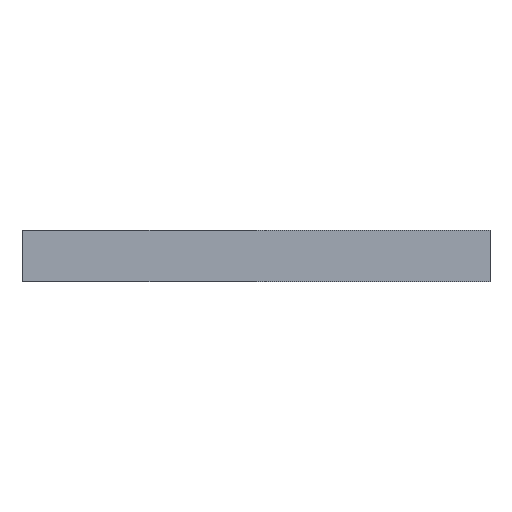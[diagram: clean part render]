
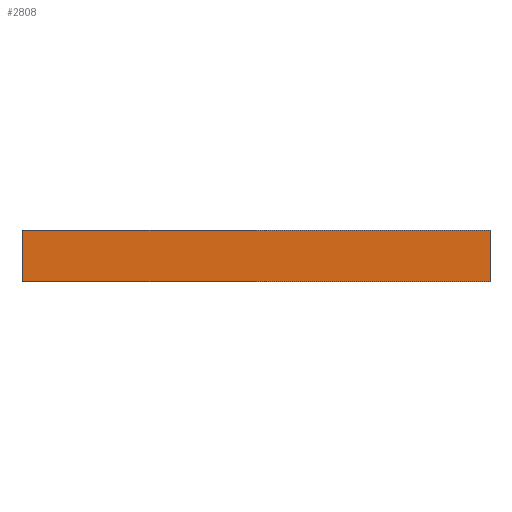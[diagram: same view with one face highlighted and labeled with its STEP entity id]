
A CAD part, front view. The second image highlights one B-rep face of the part: STEP entity #2808.
In plain terms, the highlighted planar face has unit normal (0, -1, 0).
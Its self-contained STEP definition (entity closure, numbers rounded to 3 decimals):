
#112 = FACE_OUTER_BOUND ( 'NONE', #979, .T. ) ;
#145 = VERTEX_POINT ( 'NONE', #2008 ) ;
#293 = CARTESIAN_POINT ( 'NONE',  ( -36.5, -50., 0. ) ) ;
#299 = CARTESIAN_POINT ( 'NONE',  ( 36.5, -50., 8. ) ) ;
#320 = CARTESIAN_POINT ( 'NONE',  ( -36.5, -50., 0. ) ) ;
#431 = VERTEX_POINT ( 'NONE', #320 ) ;
#491 = EDGE_CURVE ( 'NONE', #1004, #145, #2530, .T. ) ;
#520 = LINE ( 'NONE', #2264, #2865 ) ;
#551 = DIRECTION ( 'NONE',  ( -1., 0., 0. ) ) ;
#717 = EDGE_CURVE ( 'NONE', #431, #1842, #1000, .T. ) ;
#975 = VECTOR ( 'NONE', #551, 1000. ) ;
#979 = EDGE_LOOP ( 'NONE', ( #1144, #1660, #2437, #2898 ) ) ;
#1000 = LINE ( 'NONE', #1104, #1283 ) ;
#1004 = VERTEX_POINT ( 'NONE', #299 ) ;
#1039 = CARTESIAN_POINT ( 'NONE',  ( 36.5, -50., 0. ) ) ;
#1104 = CARTESIAN_POINT ( 'NONE',  ( 0., -50., 0. ) ) ;
#1144 = ORIENTED_EDGE ( 'NONE', *, *, #717, .T. ) ;
#1283 = VECTOR ( 'NONE', #2011, 1000. ) ;
#1486 = VECTOR ( 'NONE', #2809, 1000. ) ;
#1600 = EDGE_CURVE ( 'NONE', #145, #431, #2415, .T. ) ;
#1620 = AXIS2_PLACEMENT_3D ( 'NONE', #1039, #2804, #2813 ) ;
#1660 = ORIENTED_EDGE ( 'NONE', *, *, #1922, .F. ) ;
#1766 = CARTESIAN_POINT ( 'NONE',  ( 36.5, -50., 0. ) ) ;
#1842 = VERTEX_POINT ( 'NONE', #1766 ) ;
#1922 = EDGE_CURVE ( 'NONE', #1004, #1842, #520, .T. ) ;
#2008 = CARTESIAN_POINT ( 'NONE',  ( -36.5, -50., 8. ) ) ;
#2011 = DIRECTION ( 'NONE',  ( 1., 0., 0. ) ) ;
#2264 = CARTESIAN_POINT ( 'NONE',  ( 36.5, -50., 0. ) ) ;
#2283 = DIRECTION ( 'NONE',  ( 0., 0., -1. ) ) ;
#2398 = CARTESIAN_POINT ( 'NONE',  ( 36.5, -50., 8. ) ) ;
#2415 = LINE ( 'NONE', #293, #1486 ) ;
#2437 = ORIENTED_EDGE ( 'NONE', *, *, #491, .T. ) ;
#2530 = LINE ( 'NONE', #2398, #975 ) ;
#2603 = PLANE ( 'NONE',  #1620 ) ;
#2804 = DIRECTION ( 'NONE',  ( 0., -1., 0. ) ) ;
#2808 = ADVANCED_FACE ( 'NONE', ( #112 ), #2603, .T. ) ;
#2809 = DIRECTION ( 'NONE',  ( 0., 0., -1. ) ) ;
#2813 = DIRECTION ( 'NONE',  ( 1., 0., 0. ) ) ;
#2865 = VECTOR ( 'NONE', #2283, 1000. ) ;
#2898 = ORIENTED_EDGE ( 'NONE', *, *, #1600, .T. ) ;
